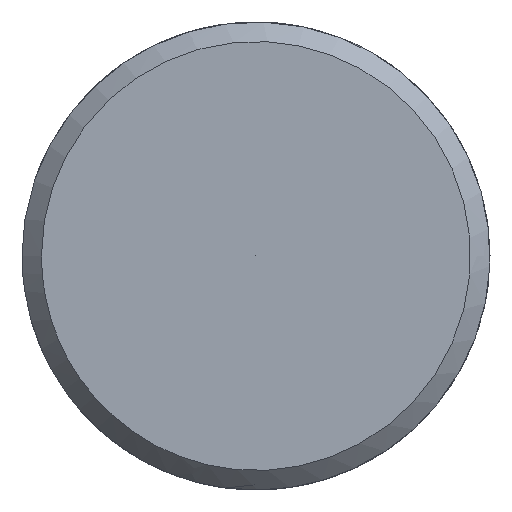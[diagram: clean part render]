
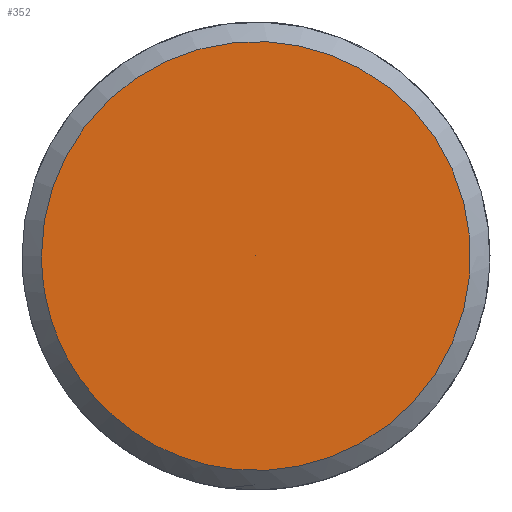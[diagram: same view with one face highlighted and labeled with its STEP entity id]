
A CAD part, left-side view. The second image highlights one B-rep face of the part: STEP entity #352.
In plain terms, the highlighted free-form (B-spline) face has degree [5, 1] with [6, 2] control points.
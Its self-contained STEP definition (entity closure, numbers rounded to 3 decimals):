
#318 = CARTESIAN_POINT ('', (-101., 2.75, 0.));
#319 = VERTEX_POINT ('', #318);
#320 = CARTESIAN_POINT ('', (-101., 0., 0.));
#321 = VERTEX_POINT ('', #320);
#322 = CARTESIAN_POINT ('', (-101., 2.75, 0.));
#323 = CARTESIAN_POINT ('', (-101., 0., 0.));
#324 = B_SPLINE_CURVE_WITH_KNOTS ('', 1, (#322, #323), .UNSPECIFIED., .F., .U., (2, 2), (0., 1.), .UNSPECIFIED.);
#325 = EDGE_CURVE ('', #319, #321, #324, .T.);
#326 = ORIENTED_EDGE ('', *, *, #325, .F.);
#327 = CARTESIAN_POINT ('', (-101., 2.75, 0.));
#328 = CARTESIAN_POINT ('', (-101., 2.75, 11.));
#329 = CARTESIAN_POINT ('', (-101., -8.25, 5.5));
#330 = CARTESIAN_POINT ('', (-101., -8.25, -5.5));
#331 = CARTESIAN_POINT ('', (-101., 2.75, -11.));
#332 = CARTESIAN_POINT ('', (-101., 2.75, 0.));
#333 = (
   BOUNDED_CURVE ()
   B_SPLINE_CURVE (5, (#327, #328, #329, #330, #331, #332), .UNSPECIFIED., .T., .U.)
   B_SPLINE_CURVE_WITH_KNOTS ((6, 6), (0., 1.), .UNSPECIFIED.)
   CURVE ()
   GEOMETRIC_REPRESENTATION_ITEM ()
   RATIONAL_B_SPLINE_CURVE ((5., 1., 1., 1., 1., 5.))
   REPRESENTATION_ITEM ('')
);
#334 = EDGE_CURVE ('', #319, #319, #333, .T.);
#335 = ORIENTED_EDGE ('', *, *, #334, .T.);
#336 = ORIENTED_EDGE ('', *, *, #325, .T.);
#337 = EDGE_LOOP ('', (#326, #335, #336));
#338 = FACE_OUTER_BOUND ('', #337, .F.);
#339 = CARTESIAN_POINT ('', (-101., 2.75, 0.));
#340 = CARTESIAN_POINT ('', (-101., 0., 0.));
#341 = CARTESIAN_POINT ('', (-101., 2.75, 11.));
#342 = CARTESIAN_POINT ('', (-101., 0., 0.));
#343 = CARTESIAN_POINT ('', (-101., -8.25, 5.5));
#344 = CARTESIAN_POINT ('', (-101., 0., 0.));
#345 = CARTESIAN_POINT ('', (-101., -8.25, -5.5));
#346 = CARTESIAN_POINT ('', (-101., 0., 0.));
#347 = CARTESIAN_POINT ('', (-101., 2.75, -11.));
#348 = CARTESIAN_POINT ('', (-101., 0., 0.));
#349 = CARTESIAN_POINT ('', (-101., 2.75, 0.));
#350 = CARTESIAN_POINT ('', (-101., 0., 0.));
#351 = (
   BOUNDED_SURFACE ()
   B_SPLINE_SURFACE (5, 1, ((#339, #340), (#341, #342), (#343, #344), (#345, #346), (#347, #348), (#349, #350)), .UNSPECIFIED., .T., .F., .U.)
   B_SPLINE_SURFACE_WITH_KNOTS ((6, 6), (2, 2), (0., 1.), (0., 1.), .UNSPECIFIED.)
   SURFACE ()
   GEOMETRIC_REPRESENTATION_ITEM ()
   RATIONAL_B_SPLINE_SURFACE (((5., 5.), (1., 1.), (1., 1.), (1., 1.), (1., 1.), (5., 5.)))
   REPRESENTATION_ITEM ('')
);
#352 = ADVANCED_FACE ('', (#338), #351, .F.);
